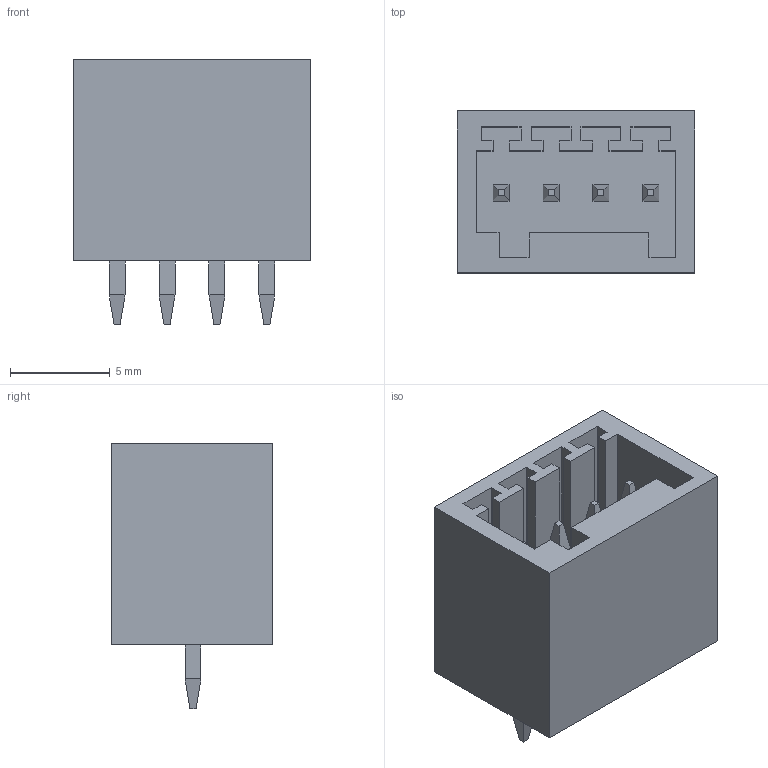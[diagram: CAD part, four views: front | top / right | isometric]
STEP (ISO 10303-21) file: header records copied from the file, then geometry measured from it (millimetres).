
FILE_DESCRIPTION(('CATIA V5R24 STEP','CAx-IF Rec.Pracs.--- Model Styling and Organization---1.2---2011-12-15'),'2;1');
FILE_NAME ('D1462139_0', '2016-04-19T14:57:53+00:00', ('Weidmueller Interface'), ('Weidmueller'), 'CATIA Version 5-6 Release 2014 SP4', 'CATIA V5 STEP AP214', 'none');
FILE_SCHEMA(('AUTOMOTIVE_DESIGN { 1 0 10303 214 1 1 1 1 }'));
Length unit declared in the file: millimetre
Products named in the file (1): 2439930000_SL 2.50/04/180G 3.2SN BK BX
Bounding box: 11.9 x 8.1 x 13.3 mm (x, y, z)
Volume: 650.5 mm3; surface area: 1046.9 mm2
Topology: 4 solids, 5 shells, 145 faces, 346 edges, 220 vertices
Faces by surface type: plane 145
Entity records: 4229 total; most frequent: CARTESIAN_POINT 712, ORIENTED_EDGE 692, DIRECTION 636, VECTOR 346, EDGE_CURVE 346, LINE 346, VERTEX_POINT 220, EDGE_LOOP 154
